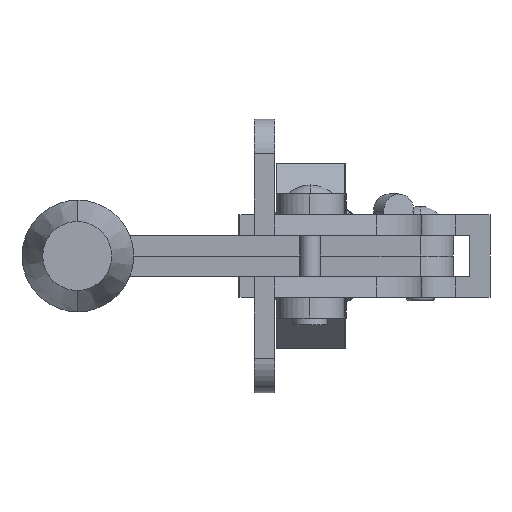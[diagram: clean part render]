
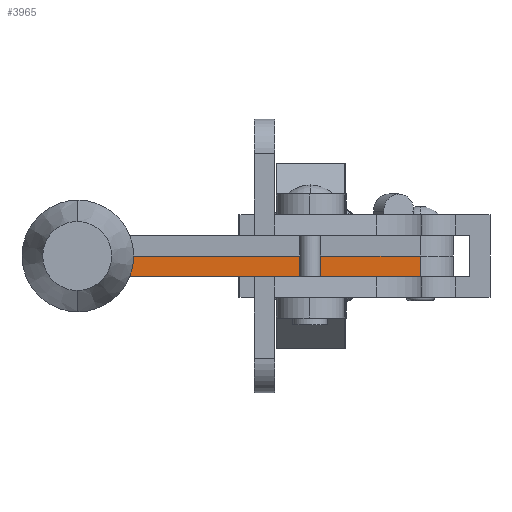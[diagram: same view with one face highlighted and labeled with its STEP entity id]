
A CAD part, front view. The second image highlights one B-rep face of the part: STEP entity #3965.
In plain terms, the highlighted planar face has unit normal (-0.01, -1, 0).
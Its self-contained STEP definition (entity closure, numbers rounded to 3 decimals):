
#233 = EDGE_CURVE ( 'NONE', #4066, #6412, #9053, .T. ) ;
#949 = VECTOR ( 'NONE', #2558, 1000. ) ;
#1419 = DIRECTION ( 'NONE',  ( 1., -0.01, 0. ) ) ;
#1475 = VECTOR ( 'NONE', #4874, 1000. ) ;
#1568 = CARTESIAN_POINT ( 'NONE',  ( -31.856, 42.719, -0.091 ) ) ;
#1962 = ORIENTED_EDGE ( 'NONE', *, *, #4184, .T. ) ;
#2226 = ORIENTED_EDGE ( 'NONE', *, *, #9601, .F. ) ;
#2385 = DIRECTION ( 'NONE',  ( 0., 0., -1. ) ) ;
#2408 = CARTESIAN_POINT ( 'NONE',  ( -28.658, 42.688, 0. ) ) ;
#2558 = DIRECTION ( 'NONE',  ( -1., 0.01, -0.01 ) ) ;
#2801 = EDGE_CURVE ( 'NONE', #6412, #5678, #7605, .T. ) ;
#2848 = ORIENTED_EDGE ( 'NONE', *, *, #4035, .T. ) ;
#3277 = DIRECTION ( 'NONE',  ( 1., -0.01, 0. ) ) ;
#3297 = CARTESIAN_POINT ( 'NONE',  ( 20.841, 42.2, -3. ) ) ;
#3314 = CARTESIAN_POINT ( 'NONE',  ( 20.841, 42.2, 0. ) ) ;
#3643 = ORIENTED_EDGE ( 'NONE', *, *, #4962, .T. ) ;
#3816 = CIRCLE ( 'NONE', #6940, 6.2 ) ;
#3956 = CARTESIAN_POINT ( 'NONE',  ( -23.232, 42.634, -3. ) ) ;
#3965 = ADVANCED_FACE ( 'NONE', ( #4528 ), #11032, .T. ) ;
#4006 = CARTESIAN_POINT ( 'NONE',  ( -28.658, 42.688, 0. ) ) ;
#4035 = EDGE_CURVE ( 'NONE', #5678, #5306, #6339, .T. ) ;
#4066 = VERTEX_POINT ( 'NONE', #3314 ) ;
#4102 = CARTESIAN_POINT ( 'NONE',  ( -23.858, 42.64, -2. ) ) ;
#4184 = EDGE_CURVE ( 'NONE', #5306, #9652, #10282, .T. ) ;
#4496 = DIRECTION ( 'NONE',  ( -0.01, -1., 0. ) ) ;
#4528 = FACE_OUTER_BOUND ( 'NONE', #7654, .T. ) ;
#4874 = DIRECTION ( 'NONE',  ( 1., -0.01, 0. ) ) ;
#4962 = EDGE_CURVE ( 'NONE', #9652, #7100, #3816, .T. ) ;
#5027 = DIRECTION ( 'NONE',  ( 1., -0.01, 0. ) ) ;
#5306 = VERTEX_POINT ( 'NONE', #1568 ) ;
#5491 = ORIENTED_EDGE ( 'NONE', *, *, #6289, .T. ) ;
#5522 = CARTESIAN_POINT ( 'NONE',  ( -28.658, 42.688, 0. ) ) ;
#5678 = VERTEX_POINT ( 'NONE', #5691 ) ;
#5691 = CARTESIAN_POINT ( 'NONE',  ( -25.704, 42.659, -1.231 ) ) ;
#5998 = ORIENTED_EDGE ( 'NONE', *, *, #2801, .T. ) ;
#6020 = CARTESIAN_POINT ( 'NONE',  ( -23.232, 42.634, -3. ) ) ;
#6083 = ORIENTED_EDGE ( 'NONE', *, *, #233, .T. ) ;
#6146 = CARTESIAN_POINT ( 'NONE',  ( -31.856, 42.719, -0.091 ) ) ;
#6289 = EDGE_CURVE ( 'NONE', #7100, #8350, #8514, .T. ) ;
#6339 = CIRCLE ( 'NONE', #11301, 3.2 ) ;
#6412 = VERTEX_POINT ( 'NONE', #9414 ) ;
#6629 = VECTOR ( 'NONE', #2385, 1000. ) ;
#6633 = AXIS2_PLACEMENT_3D ( 'NONE', #4006, #6716, #1419 ) ;
#6716 = DIRECTION ( 'NONE',  ( -0.01, -1., 0. ) ) ;
#6791 = CARTESIAN_POINT ( 'NONE',  ( 20.841, 42.2, 6.2 ) ) ;
#6832 = CARTESIAN_POINT ( 'NONE',  ( -34.856, 42.749, -0.122 ) ) ;
#6940 = AXIS2_PLACEMENT_3D ( 'NONE', #9761, #4496, #10616 ) ;
#7100 = VERTEX_POINT ( 'NONE', #6020 ) ;
#7605 = CIRCLE ( 'NONE', #9934, 2. ) ;
#7654 = EDGE_LOOP ( 'NONE', ( #2226, #6083, #5998, #2848, #1962, #3643, #5491 ) ) ;
#8350 = VERTEX_POINT ( 'NONE', #3297 ) ;
#8514 = LINE ( 'NONE', #3956, #1475 ) ;
#8576 = DIRECTION ( 'NONE',  ( 0.01, 1., 0. ) ) ;
#8777 = VECTOR ( 'NONE', #8837, 1000. ) ;
#8837 = DIRECTION ( 'NONE',  ( -1., 0.01, 0. ) ) ;
#9053 = LINE ( 'NONE', #5522, #8777 ) ;
#9414 = CARTESIAN_POINT ( 'NONE',  ( -23.858, 42.64, 0. ) ) ;
#9601 = EDGE_CURVE ( 'NONE', #4066, #8350, #10972, .T. ) ;
#9652 = VERTEX_POINT ( 'NONE', #6832 ) ;
#9761 = CARTESIAN_POINT ( 'NONE',  ( -28.658, 42.688, 0. ) ) ;
#9934 = AXIS2_PLACEMENT_3D ( 'NONE', #4102, #10258, #5027 ) ;
#10258 = DIRECTION ( 'NONE',  ( -0.01, -1., 0. ) ) ;
#10282 = LINE ( 'NONE', #6146, #949 ) ;
#10616 = DIRECTION ( 'NONE',  ( 1., -0.01, 0. ) ) ;
#10972 = LINE ( 'NONE', #6791, #6629 ) ;
#11032 = PLANE ( 'NONE',  #6633 ) ;
#11301 = AXIS2_PLACEMENT_3D ( 'NONE', #2408, #8576, #3277 ) ;
